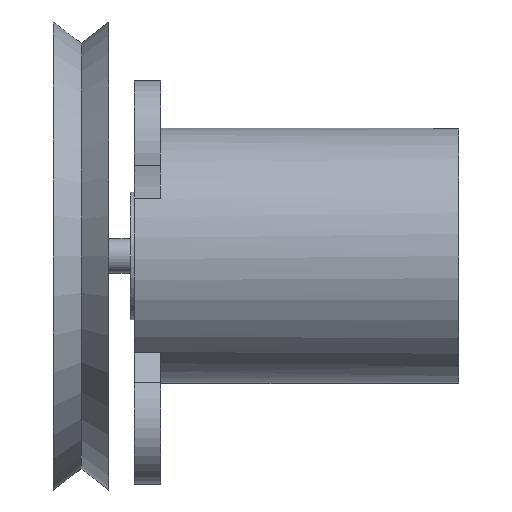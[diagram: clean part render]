
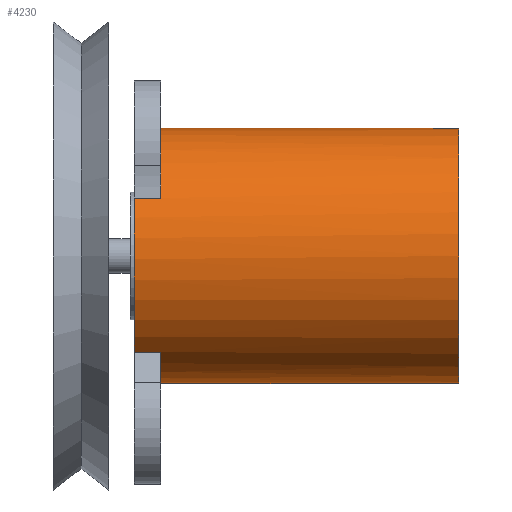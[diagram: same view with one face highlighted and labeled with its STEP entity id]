
A CAD part, front view. The second image highlights one B-rep face of the part: STEP entity #4230.
In plain terms, the highlighted cylindrical face has radius 3 mm (diameter 6 mm), a partial arc.
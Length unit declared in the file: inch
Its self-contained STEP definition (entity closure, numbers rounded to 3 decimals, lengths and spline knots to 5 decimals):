
#140 = DIRECTION ( 'NONE',  ( 0., 0., -1. ) ) ;
#150 = VERTEX_POINT ( 'NONE', #1350 ) ;
#155 = EDGE_CURVE ( 'NONE', #4108, #440, #1818, .T. ) ;
#159 = CARTESIAN_POINT ( 'NONE',  ( 0.1378, 0., 0.11811 ) ) ;
#174 = DIRECTION ( 'NONE',  ( -1., 0., 0. ) ) ;
#184 = LINE ( 'NONE', #2862, #913 ) ;
#217 = VERTEX_POINT ( 'NONE', #4052 ) ;
#239 = VERTEX_POINT ( 'NONE', #3424 ) ;
#246 = VERTEX_POINT ( 'NONE', #1078 ) ;
#347 = CARTESIAN_POINT ( 'NONE',  ( -0.1378, 0., 0. ) ) ;
#418 = DIRECTION ( 'NONE',  ( 1., 0., 0. ) ) ;
#440 = VERTEX_POINT ( 'NONE', #1305 ) ;
#449 = CARTESIAN_POINT ( 'NONE',  ( 0.1378, 0., 0. ) ) ;
#479 = DIRECTION ( 'NONE',  ( 1., 0., 0. ) ) ;
#484 = CARTESIAN_POINT ( 'NONE',  ( -0.1622, -0.07776, -0.0889 ) ) ;
#506 = ORIENTED_EDGE ( 'NONE', *, *, #2120, .F. ) ;
#531 = CARTESIAN_POINT ( 'NONE',  ( -0.1378, 0., 0. ) ) ;
#607 = CIRCLE ( 'NONE', #1988, 0.11811 ) ;
#608 = ORIENTED_EDGE ( 'NONE', *, *, #3672, .T. ) ;
#694 = CYLINDRICAL_SURFACE ( 'NONE', #3188, 0.11811 ) ;
#701 = DIRECTION ( 'NONE',  ( -1., 0., 0. ) ) ;
#846 = CIRCLE ( 'NONE', #972, 0.11811 ) ;
#913 = VECTOR ( 'NONE', #1228, 39.37008 ) ;
#972 = AXIS2_PLACEMENT_3D ( 'NONE', #1486, #1787, #140 ) ;
#976 = EDGE_CURVE ( 'NONE', #3580, #150, #184, .T. ) ;
#1061 = CARTESIAN_POINT ( 'NONE',  ( -0.1378, 0., 0.11811 ) ) ;
#1078 = CARTESIAN_POINT ( 'NONE',  ( 0.1378, 0., -0.11811 ) ) ;
#1216 = DIRECTION ( 'NONE',  ( 0., 0., -1. ) ) ;
#1228 = DIRECTION ( 'NONE',  ( 1., 0., 0. ) ) ;
#1255 = ORIENTED_EDGE ( 'NONE', *, *, #3333, .F. ) ;
#1299 = CIRCLE ( 'NONE', #3574, 0.11811 ) ;
#1305 = CARTESIAN_POINT ( 'NONE',  ( -0.1378, -0.06576, 0.09811 ) ) ;
#1350 = CARTESIAN_POINT ( 'NONE',  ( -0.1378, -0.10524, 0.05362 ) ) ;
#1353 = CARTESIAN_POINT ( 'NONE',  ( 0.1378, 0., 0.11811 ) ) ;
#1379 = ORIENTED_EDGE ( 'NONE', *, *, #976, .F. ) ;
#1486 = CARTESIAN_POINT ( 'NONE',  ( -0.1378, 0., 0. ) ) ;
#1524 = DIRECTION ( 'NONE',  ( -1., 0., 0. ) ) ;
#1622 = CIRCLE ( 'NONE', #4045, 0.11811 ) ;
#1638 = CIRCLE ( 'NONE', #1775, 0.11811 ) ;
#1668 = LINE ( 'NONE', #2431, #3504 ) ;
#1709 = DIRECTION ( 'NONE',  ( 0., 0., -1. ) ) ;
#1714 = EDGE_CURVE ( 'NONE', #246, #239, #3816, .T. ) ;
#1774 = DIRECTION ( 'NONE',  ( 1., 0., 0. ) ) ;
#1775 = AXIS2_PLACEMENT_3D ( 'NONE', #3748, #1774, #1823 ) ;
#1787 = DIRECTION ( 'NONE',  ( 1., 0., 0. ) ) ;
#1818 = CIRCLE ( 'NONE', #3544, 0.11811 ) ;
#1823 = DIRECTION ( 'NONE',  ( 0., 0., -1. ) ) ;
#1829 = LINE ( 'NONE', #159, #4152 ) ;
#1908 = EDGE_CURVE ( 'NONE', #440, #150, #1299, .T. ) ;
#1988 = AXIS2_PLACEMENT_3D ( 'NONE', #2504, #479, #2886 ) ;
#2102 = DIRECTION ( 'NONE',  ( -1., 0., 0. ) ) ;
#2119 = EDGE_CURVE ( 'NONE', #2512, #217, #1668, .T. ) ;
#2120 = EDGE_CURVE ( 'NONE', #3819, #246, #1638, .T. ) ;
#2189 = ORIENTED_EDGE ( 'NONE', *, *, #2119, .T. ) ;
#2274 = ORIENTED_EDGE ( 'NONE', *, *, #2799, .T. ) ;
#2431 = CARTESIAN_POINT ( 'NONE',  ( -0.1622, -0.07776, -0.0889 ) ) ;
#2504 = CARTESIAN_POINT ( 'NONE',  ( -0.1378, 0., 0. ) ) ;
#2512 = VERTEX_POINT ( 'NONE', #484 ) ;
#2517 = ORIENTED_EDGE ( 'NONE', *, *, #1908, .T. ) ;
#2676 = ORIENTED_EDGE ( 'NONE', *, *, #155, .T. ) ;
#2679 = FACE_OUTER_BOUND ( 'NONE', #2913, .T. ) ;
#2799 = EDGE_CURVE ( 'NONE', #217, #239, #607, .T. ) ;
#2862 = CARTESIAN_POINT ( 'NONE',  ( -0.1622, -0.10524, 0.05362 ) ) ;
#2886 = DIRECTION ( 'NONE',  ( 0., 0., -1. ) ) ;
#2913 = EDGE_LOOP ( 'NONE', ( #4063, #506, #608, #4261, #2676, #2517, #1379, #1255, #2189, #2274 ) ) ;
#3188 = AXIS2_PLACEMENT_3D ( 'NONE', #449, #2102, #3452 ) ;
#3333 = EDGE_CURVE ( 'NONE', #2512, #3580, #1622, .T. ) ;
#3342 = DIRECTION ( 'NONE',  ( 0., 0., -1. ) ) ;
#3363 = EDGE_CURVE ( 'NONE', #3532, #4108, #846, .T. ) ;
#3424 = CARTESIAN_POINT ( 'NONE',  ( -0.1378, 0., -0.11811 ) ) ;
#3452 = DIRECTION ( 'NONE',  ( 0., 0., 1. ) ) ;
#3504 = VECTOR ( 'NONE', #418, 39.37008 ) ;
#3532 = VERTEX_POINT ( 'NONE', #1061 ) ;
#3544 = AXIS2_PLACEMENT_3D ( 'NONE', #347, #4295, #3342 ) ;
#3574 = AXIS2_PLACEMENT_3D ( 'NONE', #531, #4228, #1216 ) ;
#3580 = VERTEX_POINT ( 'NONE', #4037 ) ;
#3672 = EDGE_CURVE ( 'NONE', #3819, #3532, #1829, .T. ) ;
#3679 = CARTESIAN_POINT ( 'NONE',  ( -0.1622, 0., 0. ) ) ;
#3748 = CARTESIAN_POINT ( 'NONE',  ( 0.1378, 0., 0. ) ) ;
#3816 = LINE ( 'NONE', #4098, #4120 ) ;
#3819 = VERTEX_POINT ( 'NONE', #1353 ) ;
#4037 = CARTESIAN_POINT ( 'NONE',  ( -0.1622, -0.10524, 0.05362 ) ) ;
#4045 = AXIS2_PLACEMENT_3D ( 'NONE', #3679, #701, #1709 ) ;
#4052 = CARTESIAN_POINT ( 'NONE',  ( -0.1378, -0.07776, -0.0889 ) ) ;
#4063 = ORIENTED_EDGE ( 'NONE', *, *, #1714, .F. ) ;
#4098 = CARTESIAN_POINT ( 'NONE',  ( 0.1378, 0., -0.11811 ) ) ;
#4108 = VERTEX_POINT ( 'NONE', #4284 ) ;
#4120 = VECTOR ( 'NONE', #174, 39.37008 ) ;
#4152 = VECTOR ( 'NONE', #1524, 39.37008 ) ;
#4228 = DIRECTION ( 'NONE',  ( 1., 0., 0. ) ) ;
#4230 = ADVANCED_FACE ( 'NONE', ( #2679 ), #694, .T. ) ;
#4261 = ORIENTED_EDGE ( 'NONE', *, *, #3363, .T. ) ;
#4284 = CARTESIAN_POINT ( 'NONE',  ( -0.1378, -0.02368, 0.11571 ) ) ;
#4295 = DIRECTION ( 'NONE',  ( 1., 0., 0. ) ) ;
